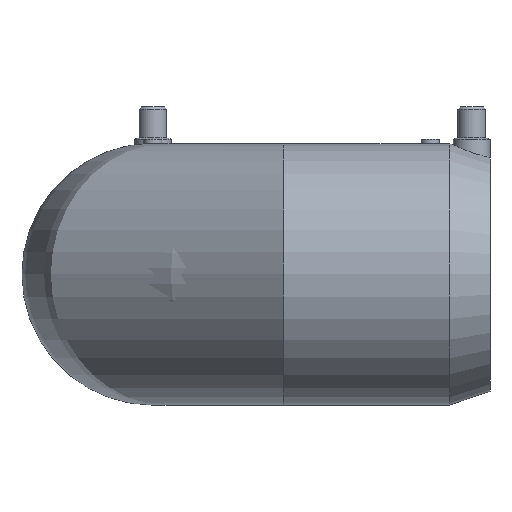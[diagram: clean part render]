
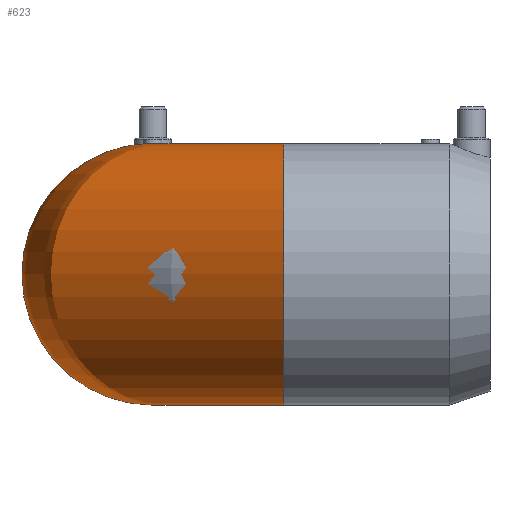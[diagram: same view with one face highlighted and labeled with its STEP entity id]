
A CAD part, left-side view. The second image highlights one B-rep face of the part: STEP entity #623.
In plain terms, the highlighted toroidal (fillet/blend) face has major radius 57.02 mm and minor radius 57 mm.
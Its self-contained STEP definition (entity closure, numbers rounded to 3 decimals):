
#15=TOROIDAL_SURFACE('',#721,57.02,57.);
#31=B_SPLINE_CURVE_WITH_KNOTS('',3,(#1118,#1119,#1120,#1121),
 .UNSPECIFIED.,.F.,.F.,(4,4),(25.324,25.325),
 .UNSPECIFIED.);
#32=B_SPLINE_CURVE_WITH_KNOTS('',3,(#1123,#1124,#1125,#1126),
 .UNSPECIFIED.,.F.,.F.,(4,4),(-0.004,0.),.UNSPECIFIED.);
#33=B_SPLINE_CURVE_WITH_KNOTS('',3,(#1130,#1131,#1132,#1133),
 .UNSPECIFIED.,.F.,.F.,(4,4),(0.,0.),.UNSPECIFIED.);
#34=B_SPLINE_CURVE_WITH_KNOTS('',3,(#1135,#1136,#1137,#1138),
 .UNSPECIFIED.,.F.,.F.,(4,4),(8.438,8.439),
 .UNSPECIFIED.);
#41=B_SPLINE_CURVE_WITH_KNOTS('',3,(#1328,#1329,#1330,#1331,#1332,#1333,
#1334,#1335,#1336,#1337,#1338,#1339,#1340,#1341,#1342,#1343,#1344,#1345,
#1346,#1347,#1348,#1349,#1350,#1351),.UNSPECIFIED.,.F.,.F.,(4,2,2,2,2,2,
2,2,2,2,2,4),(0.,0.268,0.536,1.071,1.607,
2.142,3.19,4.239,5.289,6.339,
7.389,8.438),.UNSPECIFIED.);
#42=B_SPLINE_CURVE_WITH_KNOTS('',3,(#1353,#1354,#1355,#1356,#1357,#1358,
#1359,#1360,#1361,#1362,#1363,#1364,#1365,#1366,#1367,#1368,#1369,#1370,
#1371,#1372,#1373,#1374,#1375,#1376),.UNSPECIFIED.,.F.,.F.,(4,2,2,2,2,2,
2,2,2,2,2,4),(25.325,26.373,27.423,28.473,
29.523,30.572,31.62,32.156,32.691,
33.227,33.494,33.762),.UNSPECIFIED.);
#108=FACE_OUTER_BOUND('',#159,.T.);
#159=EDGE_LOOP('',(#542,#543,#544,#545,#546,#547,#548,#549));
#255=CIRCLE('',#722,57.);
#256=CIRCLE('',#723,57.);
#282=VERTEX_POINT('',#1115);
#283=VERTEX_POINT('',#1117);
#284=VERTEX_POINT('',#1122);
#285=VERTEX_POINT('',#1127);
#286=VERTEX_POINT('',#1129);
#287=VERTEX_POINT('',#1134);
#288=VERTEX_POINT('',#1139);
#347=EDGE_CURVE('',#283,#282,#31,.T.);
#348=EDGE_CURVE('',#284,#283,#32,.T.);
#350=EDGE_CURVE('',#286,#285,#33,.T.);
#351=EDGE_CURVE('',#287,#286,#34,.T.);
#391=EDGE_CURVE('',#288,#287,#41,.T.);
#392=EDGE_CURVE('',#282,#288,#42,.T.);
#393=EDGE_CURVE('',#288,#288,#255,.T.);
#394=EDGE_CURVE('',#284,#285,#256,.T.);
#542=ORIENTED_EDGE('',*,*,#348,.T.);
#543=ORIENTED_EDGE('',*,*,#347,.T.);
#544=ORIENTED_EDGE('',*,*,#392,.T.);
#545=ORIENTED_EDGE('',*,*,#393,.T.);
#546=ORIENTED_EDGE('',*,*,#391,.T.);
#547=ORIENTED_EDGE('',*,*,#351,.T.);
#548=ORIENTED_EDGE('',*,*,#350,.T.);
#549=ORIENTED_EDGE('',*,*,#394,.F.);
#623=ADVANCED_FACE('',(#108),#15,.T.);
#721=AXIS2_PLACEMENT_3D('',#1378,#912,#913);
#722=AXIS2_PLACEMENT_3D('',#1379,#914,#915);
#723=AXIS2_PLACEMENT_3D('',#1380,#916,#917);
#912=DIRECTION('center_axis',(0.,0.,-1.));
#913=DIRECTION('ref_axis',(-1.,0.,0.));
#914=DIRECTION('center_axis',(0.,1.,0.));
#915=DIRECTION('ref_axis',(-1.,0.,0.));
#916=DIRECTION('center_axis',(1.,0.,0.));
#917=DIRECTION('ref_axis',(0.,1.,0.));
#1115=CARTESIAN_POINT('',(57.,76.5,-57.));
#1117=CARTESIAN_POINT('',(57.,76.507,-57.));
#1118=CARTESIAN_POINT('Ctrl Pts',(57.,76.51,-57.));
#1119=CARTESIAN_POINT('Ctrl Pts',(57.,76.507,-57.));
#1120=CARTESIAN_POINT('Ctrl Pts',(57.,76.503,-57.));
#1121=CARTESIAN_POINT('Ctrl Pts',(57.,76.5,-57.));
#1122=CARTESIAN_POINT('',(57.02,76.508,-57.));
#1123=CARTESIAN_POINT('Ctrl Pts',(57.02,76.505,-57.));
#1124=CARTESIAN_POINT('Ctrl Pts',(57.019,76.505,-57.));
#1125=CARTESIAN_POINT('Ctrl Pts',(57.013,76.505,-57.));
#1126=CARTESIAN_POINT('Ctrl Pts',(57.,76.505,-57.));
#1127=CARTESIAN_POINT('',(57.02,76.508,57.));
#1129=CARTESIAN_POINT('',(57.,76.507,57.));
#1130=CARTESIAN_POINT('Ctrl Pts',(57.,76.505,57.));
#1131=CARTESIAN_POINT('Ctrl Pts',(57.013,76.505,57.));
#1132=CARTESIAN_POINT('Ctrl Pts',(57.019,76.505,57.));
#1133=CARTESIAN_POINT('Ctrl Pts',(57.02,76.505,57.));
#1134=CARTESIAN_POINT('',(57.,76.5,57.));
#1135=CARTESIAN_POINT('Ctrl Pts',(57.,76.5,57.));
#1136=CARTESIAN_POINT('Ctrl Pts',(57.,76.503,57.));
#1137=CARTESIAN_POINT('Ctrl Pts',(57.,76.507,57.));
#1138=CARTESIAN_POINT('Ctrl Pts',(57.,76.51,57.));
#1139=CARTESIAN_POINT('',(57.,19.5,0.));
#1328=CARTESIAN_POINT('Ctrl Pts',(57.,19.5,0.));
#1329=CARTESIAN_POINT('Ctrl Pts',(57.,19.517,0.892));
#1330=CARTESIAN_POINT('Ctrl Pts',(57.,19.537,1.807));
#1331=CARTESIAN_POINT('Ctrl Pts',(57.,19.629,3.665));
#1332=CARTESIAN_POINT('Ctrl Pts',(57.,19.698,4.609));
#1333=CARTESIAN_POINT('Ctrl Pts',(57.,19.978,7.461));
#1334=CARTESIAN_POINT('Ctrl Pts',(57.,20.265,9.392));
#1335=CARTESIAN_POINT('Ctrl Pts',(57.,21.037,13.209));
#1336=CARTESIAN_POINT('Ctrl Pts',(57.,21.523,15.098));
#1337=CARTESIAN_POINT('Ctrl Pts',(57.,22.655,18.74));
#1338=CARTESIAN_POINT('Ctrl Pts',(57.,23.302,20.494));
#1339=CARTESIAN_POINT('Ctrl Pts',(57.,25.352,25.359));
#1340=CARTESIAN_POINT('Ctrl Pts',(57.,27.15,28.743));
#1341=CARTESIAN_POINT('Ctrl Pts',(57.,31.416,35.059));
#1342=CARTESIAN_POINT('Ctrl Pts',(57.,33.883,37.991));
#1343=CARTESIAN_POINT('Ctrl Pts',(57.,38.848,42.919));
#1344=CARTESIAN_POINT('Ctrl Pts',(57.,41.803,45.369));
#1345=CARTESIAN_POINT('Ctrl Pts',(57.,48.163,49.593));
#1346=CARTESIAN_POINT('Ctrl Pts',(57.,51.567,51.367));
#1347=CARTESIAN_POINT('Ctrl Pts',(57.,58.041,54.035));
#1348=CARTESIAN_POINT('Ctrl Pts',(57.,61.707,55.174));
#1349=CARTESIAN_POINT('Ctrl Pts',(57.,69.189,56.655));
#1350=CARTESIAN_POINT('Ctrl Pts',(57.,73.005,56.999));
#1351=CARTESIAN_POINT('Ctrl Pts',(57.,76.5,57.));
#1353=CARTESIAN_POINT('Ctrl Pts',(57.,76.5,-57.));
#1354=CARTESIAN_POINT('Ctrl Pts',(57.,73.005,-56.999));
#1355=CARTESIAN_POINT('Ctrl Pts',(57.,69.189,-56.655));
#1356=CARTESIAN_POINT('Ctrl Pts',(57.,61.707,-55.174));
#1357=CARTESIAN_POINT('Ctrl Pts',(57.,58.041,-54.035));
#1358=CARTESIAN_POINT('Ctrl Pts',(57.,51.567,-51.367));
#1359=CARTESIAN_POINT('Ctrl Pts',(57.,48.163,-49.593));
#1360=CARTESIAN_POINT('Ctrl Pts',(57.,41.803,-45.369));
#1361=CARTESIAN_POINT('Ctrl Pts',(57.,38.848,-42.919));
#1362=CARTESIAN_POINT('Ctrl Pts',(57.,33.883,-37.991));
#1363=CARTESIAN_POINT('Ctrl Pts',(57.,31.416,-35.059));
#1364=CARTESIAN_POINT('Ctrl Pts',(57.,27.15,-28.743));
#1365=CARTESIAN_POINT('Ctrl Pts',(57.,25.352,-25.359));
#1366=CARTESIAN_POINT('Ctrl Pts',(57.,23.302,-20.494));
#1367=CARTESIAN_POINT('Ctrl Pts',(57.,22.655,-18.74));
#1368=CARTESIAN_POINT('Ctrl Pts',(57.,21.523,-15.098));
#1369=CARTESIAN_POINT('Ctrl Pts',(57.,21.037,-13.209));
#1370=CARTESIAN_POINT('Ctrl Pts',(57.,20.265,-9.392));
#1371=CARTESIAN_POINT('Ctrl Pts',(57.,19.978,-7.461));
#1372=CARTESIAN_POINT('Ctrl Pts',(57.,19.698,-4.609));
#1373=CARTESIAN_POINT('Ctrl Pts',(57.,19.629,-3.665));
#1374=CARTESIAN_POINT('Ctrl Pts',(57.,19.537,-1.807));
#1375=CARTESIAN_POINT('Ctrl Pts',(57.,19.517,-0.892));
#1376=CARTESIAN_POINT('Ctrl Pts',(57.,19.5,0.));
#1378=CARTESIAN_POINT('Origin',(57.02,19.5,0.));
#1379=CARTESIAN_POINT('Origin',(0.,19.5,0.));
#1380=CARTESIAN_POINT('Origin',(57.02,76.52,0.));
